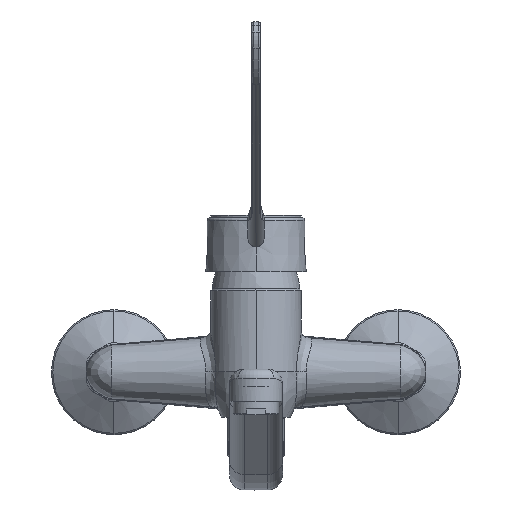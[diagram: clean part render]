
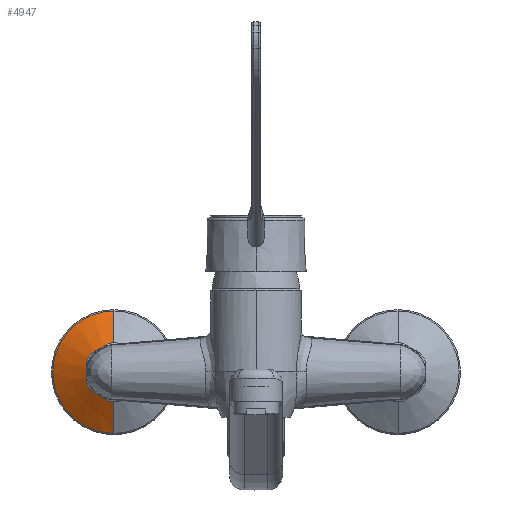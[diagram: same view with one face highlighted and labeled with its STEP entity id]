
A CAD part, top view. The second image highlights one B-rep face of the part: STEP entity #4947.
In plain terms, the highlighted conical face has half-angle 57.619 degrees and reference radius 22.785 mm.
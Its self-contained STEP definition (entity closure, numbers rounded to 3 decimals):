
#440=CARTESIAN_POINT('',(-75.,0.,-27.558));
#441=DIRECTION('',(0.,0.,1.));
#442=DIRECTION('',(0.,1.,0.));
#443=AXIS2_PLACEMENT_3D('',#440,#441,#442);
#445=DIRECTION('',(0.,-0.845,0.536));
#446=VECTOR('',#445,22.54);
#447=CARTESIAN_POINT('',(-75.,32.303,-27.558));
#448=LINE('',#447,#446);
#449=CARTESIAN_POINT('',(-75.,0.,-15.487));
#450=DIRECTION('',(0.,0.,1.));
#451=DIRECTION('',(0.,1.,0.));
#452=AXIS2_PLACEMENT_3D('',#449,#450,#451);
#454=DIRECTION('',(0.,0.845,0.536));
#455=VECTOR('',#454,22.54);
#456=CARTESIAN_POINT('',(-75.,-32.303,
-27.558));
#457=LINE('',#456,#455);
#4237=CARTESIAN_POINT('',(-75.,-13.268,-15.487));
#4238=CARTESIAN_POINT('',(-75.,13.268,-15.487));
#4239=VERTEX_POINT('',#4237);
#4240=VERTEX_POINT('',#4238);
#4241=CARTESIAN_POINT('',(-75.,-32.303,-27.558));
#4242=CARTESIAN_POINT('',(-75.,32.303,-27.558));
#4243=VERTEX_POINT('',#4241);
#4244=VERTEX_POINT('',#4242);
#4933=CARTESIAN_POINT('',(-75.,0.,-21.523));
#4934=DIRECTION('',(0.,0.,-1.));
#4935=DIRECTION('',(0.,-1.,0.));
#4936=AXIS2_PLACEMENT_3D('',#4933,#4934,#4935);
#4937=CONICAL_SURFACE('',#4936,22.786,57.619);
#4939=ORIENTED_EDGE('',*,*,#4938,.F.);
#4941=ORIENTED_EDGE('',*,*,#4940,.T.);
#4942=ORIENTED_EDGE('',*,*,#4908,.T.);
#4944=ORIENTED_EDGE('',*,*,#4943,.F.);
#4945=EDGE_LOOP('',(#4939,#4941,#4942,#4944));
#4946=FACE_OUTER_BOUND('',#4945,.F.);
#4947=ADVANCED_FACE('',(#4946),#4937,.T.);
#444=CIRCLE('',#443,32.303);
#453=CIRCLE('',#452,13.268);
#4908=EDGE_CURVE('',#4240,#4239,#453,.T.);
#4938=EDGE_CURVE('',#4244,#4243,#444,.T.);
#4940=EDGE_CURVE('',#4244,#4240,#448,.T.);
#4943=EDGE_CURVE('',#4243,#4239,#457,.T.);
